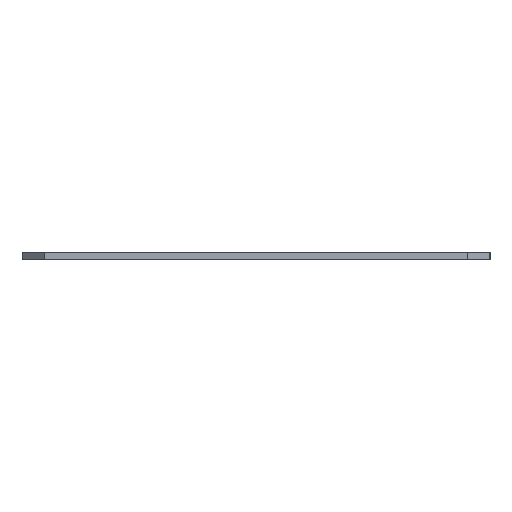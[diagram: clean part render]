
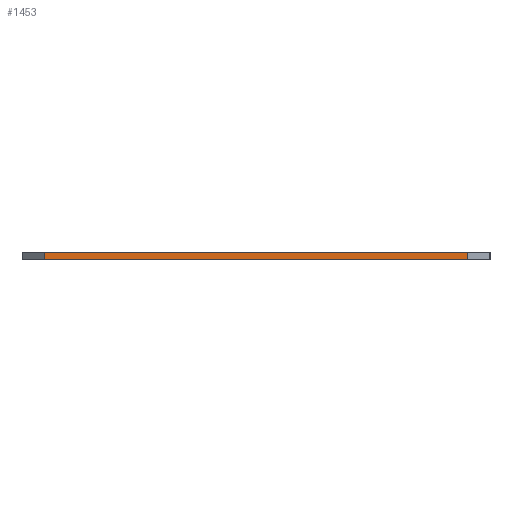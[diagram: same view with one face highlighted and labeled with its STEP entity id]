
A CAD part, left-side view. The second image highlights one B-rep face of the part: STEP entity #1453.
In plain terms, the highlighted planar face has unit normal (-1, 0, 0).
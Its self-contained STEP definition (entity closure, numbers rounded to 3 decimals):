
#66 = PLANE('',#67);
#67 = AXIS2_PLACEMENT_3D('',#68,#69,#70);
#68 = CARTESIAN_POINT('',(51.864,-77.014,69.931
    ));
#69 = DIRECTION('',(0.,0.,1.));
#70 = DIRECTION('',(1.,0.,0.));
#94 = PLANE('',#95);
#95 = AXIS2_PLACEMENT_3D('',#96,#97,#98);
#96 = CARTESIAN_POINT('',(51.864,-77.014,71.931
    ));
#97 = DIRECTION('',(0.,0.,1.));
#98 = DIRECTION('',(1.,0.,0.));
#113 = EDGE_CURVE('',#114,#116,#118,.T.);
#114 = VERTEX_POINT('',#115);
#115 = CARTESIAN_POINT('',(-129.386,-135.814,
    69.931));
#116 = VERTEX_POINT('',#117);
#117 = CARTESIAN_POINT('',(-129.386,-18.214,
    69.931));
#118 = SURFACE_CURVE('',#119,(#123,#130),.PCURVE_S1.);
#119 = LINE('',#120,#121);
#120 = CARTESIAN_POINT('',(-129.386,-135.814,
    69.931));
#121 = VECTOR('',#122,1.);
#122 = DIRECTION('',(0.,1.,0.));
#123 = PCURVE('',#66,#124);
#124 = DEFINITIONAL_REPRESENTATION('',(#125),#129);
#125 = LINE('',#126,#127);
#126 = CARTESIAN_POINT('',(-181.25,-58.8));
#127 = VECTOR('',#128,1.);
#128 = DIRECTION('',(0.,1.));
#129 = ( GEOMETRIC_REPRESENTATION_CONTEXT(2) 
PARAMETRIC_REPRESENTATION_CONTEXT() REPRESENTATION_CONTEXT('2D SPACE',''
  ) );
#130 = PCURVE('',#131,#136);
#131 = PLANE('',#132);
#132 = AXIS2_PLACEMENT_3D('',#133,#134,#135);
#133 = CARTESIAN_POINT('',(-129.386,-135.814,
    69.931));
#134 = DIRECTION('',(-1.,0.,0.));
#135 = DIRECTION('',(0.,0.,1.));
#136 = DEFINITIONAL_REPRESENTATION('',(#137),#141);
#137 = LINE('',#138,#139);
#138 = CARTESIAN_POINT('',(0.,0.));
#139 = VECTOR('',#140,1.);
#140 = DIRECTION('',(0.,1.));
#141 = ( GEOMETRIC_REPRESENTATION_CONTEXT(2) 
PARAMETRIC_REPRESENTATION_CONTEXT() REPRESENTATION_CONTEXT('2D SPACE',''
  ) );
#159 = PLANE('',#160);
#160 = AXIS2_PLACEMENT_3D('',#161,#162,#163);
#161 = CARTESIAN_POINT('',(-123.186,-142.014,
    69.931));
#162 = DIRECTION('',(-0.707,-0.707,0.));
#163 = DIRECTION('',(0.,0.,1.));
#325 = PLANE('',#326);
#326 = AXIS2_PLACEMENT_3D('',#327,#328,#329);
#327 = CARTESIAN_POINT('',(-129.386,-18.214,
    69.931));
#328 = DIRECTION('',(-0.707,0.707,0.));
#329 = DIRECTION('',(0.,0.,1.));
#840 = VERTEX_POINT('',#841);
#841 = CARTESIAN_POINT('',(-129.386,-18.214,
    71.931));
#864 = EDGE_CURVE('',#865,#840,#867,.T.);
#865 = VERTEX_POINT('',#866);
#866 = CARTESIAN_POINT('',(-129.386,-135.814,
    71.931));
#867 = SURFACE_CURVE('',#868,(#872,#879),.PCURVE_S1.);
#868 = LINE('',#869,#870);
#869 = CARTESIAN_POINT('',(-129.386,-135.814,
    71.931));
#870 = VECTOR('',#871,1.);
#871 = DIRECTION('',(0.,1.,0.));
#872 = PCURVE('',#94,#873);
#873 = DEFINITIONAL_REPRESENTATION('',(#874),#878);
#874 = LINE('',#875,#876);
#875 = CARTESIAN_POINT('',(-181.25,-58.8));
#876 = VECTOR('',#877,1.);
#877 = DIRECTION('',(0.,1.));
#878 = ( GEOMETRIC_REPRESENTATION_CONTEXT(2) 
PARAMETRIC_REPRESENTATION_CONTEXT() REPRESENTATION_CONTEXT('2D SPACE',''
  ) );
#879 = PCURVE('',#131,#880);
#880 = DEFINITIONAL_REPRESENTATION('',(#881),#885);
#881 = LINE('',#882,#883);
#882 = CARTESIAN_POINT('',(2.,0.));
#883 = VECTOR('',#884,1.);
#884 = DIRECTION('',(0.,1.));
#885 = ( GEOMETRIC_REPRESENTATION_CONTEXT(2) 
PARAMETRIC_REPRESENTATION_CONTEXT() REPRESENTATION_CONTEXT('2D SPACE',''
  ) );
#1453 = ADVANCED_FACE('',(#1454),#131,.T.);
#1454 = FACE_BOUND('',#1455,.T.);
#1455 = EDGE_LOOP('',(#1456,#1457,#1478,#1479));
#1456 = ORIENTED_EDGE('',*,*,#864,.T.);
#1457 = ORIENTED_EDGE('',*,*,#1458,.F.);
#1458 = EDGE_CURVE('',#116,#840,#1459,.T.);
#1459 = SURFACE_CURVE('',#1460,(#1464,#1471),.PCURVE_S1.);
#1460 = LINE('',#1461,#1462);
#1461 = CARTESIAN_POINT('',(-129.386,-18.214,
    69.931));
#1462 = VECTOR('',#1463,1.);
#1463 = DIRECTION('',(0.,0.,1.));
#1464 = PCURVE('',#131,#1465);
#1465 = DEFINITIONAL_REPRESENTATION('',(#1466),#1470);
#1466 = LINE('',#1467,#1468);
#1467 = CARTESIAN_POINT('',(0.,117.6));
#1468 = VECTOR('',#1469,1.);
#1469 = DIRECTION('',(1.,0.));
#1470 = ( GEOMETRIC_REPRESENTATION_CONTEXT(2) 
PARAMETRIC_REPRESENTATION_CONTEXT() REPRESENTATION_CONTEXT('2D SPACE',''
  ) );
#1471 = PCURVE('',#325,#1472);
#1472 = DEFINITIONAL_REPRESENTATION('',(#1473),#1477);
#1473 = LINE('',#1474,#1475);
#1474 = CARTESIAN_POINT('',(0.,0.));
#1475 = VECTOR('',#1476,1.);
#1476 = DIRECTION('',(1.,0.));
#1477 = ( GEOMETRIC_REPRESENTATION_CONTEXT(2) 
PARAMETRIC_REPRESENTATION_CONTEXT() REPRESENTATION_CONTEXT('2D SPACE',''
  ) );
#1478 = ORIENTED_EDGE('',*,*,#113,.F.);
#1479 = ORIENTED_EDGE('',*,*,#1480,.T.);
#1480 = EDGE_CURVE('',#114,#865,#1481,.T.);
#1481 = SURFACE_CURVE('',#1482,(#1486,#1493),.PCURVE_S1.);
#1482 = LINE('',#1483,#1484);
#1483 = CARTESIAN_POINT('',(-129.386,-135.814,
    69.931));
#1484 = VECTOR('',#1485,1.);
#1485 = DIRECTION('',(0.,0.,1.));
#1486 = PCURVE('',#131,#1487);
#1487 = DEFINITIONAL_REPRESENTATION('',(#1488),#1492);
#1488 = LINE('',#1489,#1490);
#1489 = CARTESIAN_POINT('',(0.,0.));
#1490 = VECTOR('',#1491,1.);
#1491 = DIRECTION('',(1.,0.));
#1492 = ( GEOMETRIC_REPRESENTATION_CONTEXT(2) 
PARAMETRIC_REPRESENTATION_CONTEXT() REPRESENTATION_CONTEXT('2D SPACE',''
  ) );
#1493 = PCURVE('',#159,#1494);
#1494 = DEFINITIONAL_REPRESENTATION('',(#1495),#1499);
#1495 = LINE('',#1496,#1497);
#1496 = CARTESIAN_POINT('',(0.,8.768));
#1497 = VECTOR('',#1498,1.);
#1498 = DIRECTION('',(1.,0.));
#1499 = ( GEOMETRIC_REPRESENTATION_CONTEXT(2) 
PARAMETRIC_REPRESENTATION_CONTEXT() REPRESENTATION_CONTEXT('2D SPACE',''
  ) );
